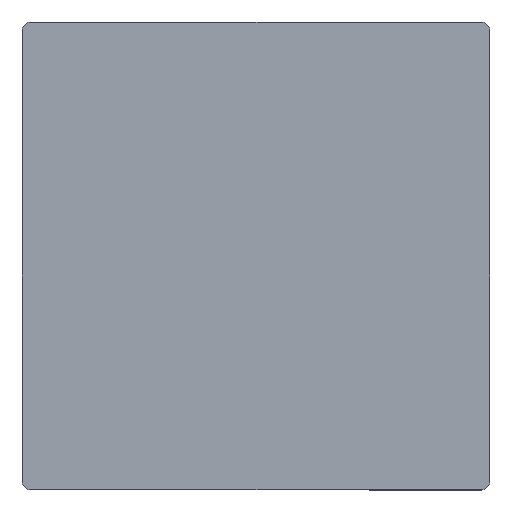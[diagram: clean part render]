
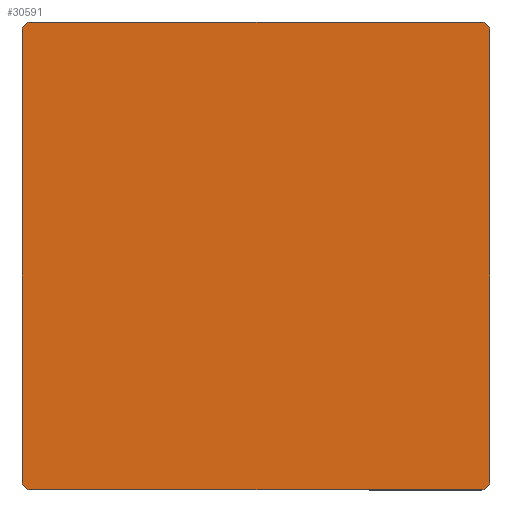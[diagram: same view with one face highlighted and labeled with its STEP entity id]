
A CAD part, top view. The second image highlights one B-rep face of the part: STEP entity #30591.
In plain terms, the highlighted planar face has unit normal (0, 0, 1).
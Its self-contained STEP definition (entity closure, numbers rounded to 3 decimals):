
#129 = CIRCLE ( 'NONE', #29036, 11. ) ;
#228 = AXIS2_PLACEMENT_3D ( 'NONE', #20220, #16127, #22480 ) ;
#2225 = EDGE_CURVE ( 'NONE', #4915, #39674, #2771, .T. ) ;
#2771 = LINE ( 'NONE', #15324, #6358 ) ;
#3491 = EDGE_CURVE ( 'NONE', #19570, #30253, #37588, .T. ) ;
#4660 = EDGE_CURVE ( 'NONE', #6686, #19570, #17898, .T. ) ;
#4915 = VERTEX_POINT ( 'NONE', #7889 ) ;
#5279 = ORIENTED_EDGE ( 'NONE', *, *, #4660, .T. ) ;
#6134 = DIRECTION ( 'NONE',  ( 0., 1., 0. ) ) ;
#6292 = DIRECTION ( 'NONE',  ( 0., 0., 1. ) ) ;
#6358 = VECTOR ( 'NONE', #40426, 1000. ) ;
#6686 = VERTEX_POINT ( 'NONE', #8453 ) ;
#7382 = ORIENTED_EDGE ( 'NONE', *, *, #11260, .T. ) ;
#7784 = ORIENTED_EDGE ( 'NONE', *, *, #3491, .T. ) ;
#7889 = CARTESIAN_POINT ( 'NONE',  ( -196.367, 297.969, -350.001 ) ) ;
#8264 = CARTESIAN_POINT ( 'NONE',  ( 392.633, 308.969, -350.001 ) ) ;
#8319 = CARTESIAN_POINT ( 'NONE',  ( -185.367, -291.031, -350.001 ) ) ;
#8453 = CARTESIAN_POINT ( 'NONE',  ( 403.633, 297.969, -350.001 ) ) ;
#8545 = DIRECTION ( 'NONE',  ( 0., 0., 1. ) ) ;
#8883 = VERTEX_POINT ( 'NONE', #30639 ) ;
#9047 = EDGE_CURVE ( 'NONE', #30253, #4915, #18125, .T. ) ;
#9356 = CARTESIAN_POINT ( 'NONE',  ( 392.633, 297.969, -350.001 ) ) ;
#9819 = VECTOR ( 'NONE', #13157, 1000. ) ;
#10704 = CARTESIAN_POINT ( 'NONE',  ( -185.367, -280.031, -350.001 ) ) ;
#11260 = EDGE_CURVE ( 'NONE', #8883, #33126, #14025, .T. ) ;
#12698 = CARTESIAN_POINT ( 'NONE',  ( 792.633, 308.969, -350.001 ) ) ;
#13157 = DIRECTION ( 'NONE',  ( 0., 1., 0. ) ) ;
#14025 = CIRCLE ( 'NONE', #228, 11. ) ;
#14547 = ORIENTED_EDGE ( 'NONE', *, *, #9047, .T. ) ;
#15324 = CARTESIAN_POINT ( 'NONE',  ( -196.367, 597.969, -350.001 ) ) ;
#16127 = DIRECTION ( 'NONE',  ( 0., 0., 1. ) ) ;
#16224 = DIRECTION ( 'NONE',  ( 0., 0., 1. ) ) ;
#17804 = CARTESIAN_POINT ( 'NONE',  ( 792.633, 597.969, -350.001 ) ) ;
#17898 = CIRCLE ( 'NONE', #23164, 11. ) ;
#18125 = CIRCLE ( 'NONE', #18799, 11. ) ;
#18397 = PLANE ( 'NONE',  #28257 ) ;
#18799 = AXIS2_PLACEMENT_3D ( 'NONE', #34316, #16224, #6134 ) ;
#19084 = VERTEX_POINT ( 'NONE', #8319 ) ;
#19570 = VERTEX_POINT ( 'NONE', #8264 ) ;
#19608 = CARTESIAN_POINT ( 'NONE',  ( 792.633, -291.031, -350.001 ) ) ;
#20220 = CARTESIAN_POINT ( 'NONE',  ( 392.633, -280.031, -350.001 ) ) ;
#22154 = DIRECTION ( 'NONE',  ( -1., 0., 0. ) ) ;
#22398 = ORIENTED_EDGE ( 'NONE', *, *, #40377, .T. ) ;
#22480 = DIRECTION ( 'NONE',  ( 0., 1., 0. ) ) ;
#22519 = EDGE_CURVE ( 'NONE', #39674, #19084, #129, .T. ) ;
#23105 = DIRECTION ( 'NONE',  ( 1., 0., 0. ) ) ;
#23164 = AXIS2_PLACEMENT_3D ( 'NONE', #9356, #37541, #24583 ) ;
#24374 = FACE_OUTER_BOUND ( 'NONE', #31870, .T. ) ;
#24583 = DIRECTION ( 'NONE',  ( 0., 1., 0. ) ) ;
#25295 = VECTOR ( 'NONE', #22154, 1000. ) ;
#28257 = AXIS2_PLACEMENT_3D ( 'NONE', #17804, #8545, #34238 ) ;
#29036 = AXIS2_PLACEMENT_3D ( 'NONE', #10704, #6292, #34076 ) ;
#29112 = ORIENTED_EDGE ( 'NONE', *, *, #38319, .T. ) ;
#29408 = LINE ( 'NONE', #35991, #9819 ) ;
#29538 = ORIENTED_EDGE ( 'NONE', *, *, #2225, .T. ) ;
#30253 = VERTEX_POINT ( 'NONE', #32224 ) ;
#30281 = CARTESIAN_POINT ( 'NONE',  ( 403.633, -280.031, -350.001 ) ) ;
#30591 = ADVANCED_FACE ( 'NONE', ( #24374 ), #18397, .T. ) ;
#30639 = CARTESIAN_POINT ( 'NONE',  ( 392.633, -291.031, -350.001 ) ) ;
#31230 = ORIENTED_EDGE ( 'NONE', *, *, #22519, .T. ) ;
#31870 = EDGE_LOOP ( 'NONE', ( #22398, #7382, #29112, #5279, #7784, #14547, #29538, #31230 ) ) ;
#32162 = LINE ( 'NONE', #19608, #36825 ) ;
#32224 = CARTESIAN_POINT ( 'NONE',  ( -185.367, 308.969, -350.001 ) ) ;
#33126 = VERTEX_POINT ( 'NONE', #30281 ) ;
#34076 = DIRECTION ( 'NONE',  ( 0., 1., 0. ) ) ;
#34238 = DIRECTION ( 'NONE',  ( 0., -1., 0. ) ) ;
#34316 = CARTESIAN_POINT ( 'NONE',  ( -185.367, 297.969, -350.001 ) ) ;
#35991 = CARTESIAN_POINT ( 'NONE',  ( 403.633, 597.969, -350.001 ) ) ;
#36578 = CARTESIAN_POINT ( 'NONE',  ( -196.367, -280.031, -350.001 ) ) ;
#36825 = VECTOR ( 'NONE', #23105, 1000. ) ;
#37541 = DIRECTION ( 'NONE',  ( 0., 0., 1. ) ) ;
#37588 = LINE ( 'NONE', #12698, #25295 ) ;
#38319 = EDGE_CURVE ( 'NONE', #33126, #6686, #29408, .T. ) ;
#39674 = VERTEX_POINT ( 'NONE', #36578 ) ;
#40377 = EDGE_CURVE ( 'NONE', #19084, #8883, #32162, .T. ) ;
#40426 = DIRECTION ( 'NONE',  ( 0., -1., 0. ) ) ;
